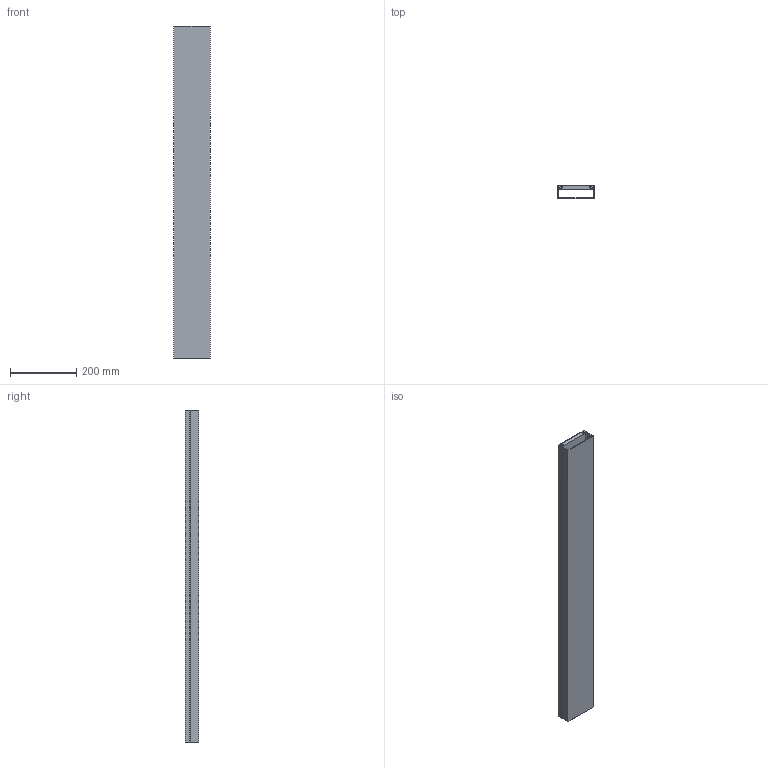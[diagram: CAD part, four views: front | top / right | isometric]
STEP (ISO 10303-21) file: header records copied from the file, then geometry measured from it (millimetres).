
FILE_DESCRIPTION (( 'STEP AP214' ), '1' );
FILE_NAME ('6027040.stp', '2020-12-04T12:03:00', ( '' ), ( '' ), 'SwSTEP 2.0', 'SolidWorks 2020', '' );
FILE_SCHEMA (( 'AUTOMOTIVE_DESIGN' ));
Length unit declared in the file: millimetre
Products named in the file (4): 6027040; WDK 01.003-013; WDK 01.002-023; WDK 03.001-003
Assembly tree (4 placements, depth 2):
  6027040
    WDK 01.002-023
    WDK 01.003-013
    WDK 03.001-003  x2
Bounding box: 108.7 x 40 x 1000 mm (x, y, z)
Volume: 728555.1 mm3; surface area: 704529.1 mm2
Topology: 4 solids, 4 shells, 68 faces, 180 edges, 120 vertices
Faces by surface type: plane 56, cylinder 12
Entity records: 2098 total; most frequent: CARTESIAN_POINT 349, ORIENTED_EDGE 336, DIRECTION 330, EDGE_CURVE 168, LINE 144, VECTOR 144, VERTEX_POINT 112, AXIS2_PLACEMENT_3D 93
